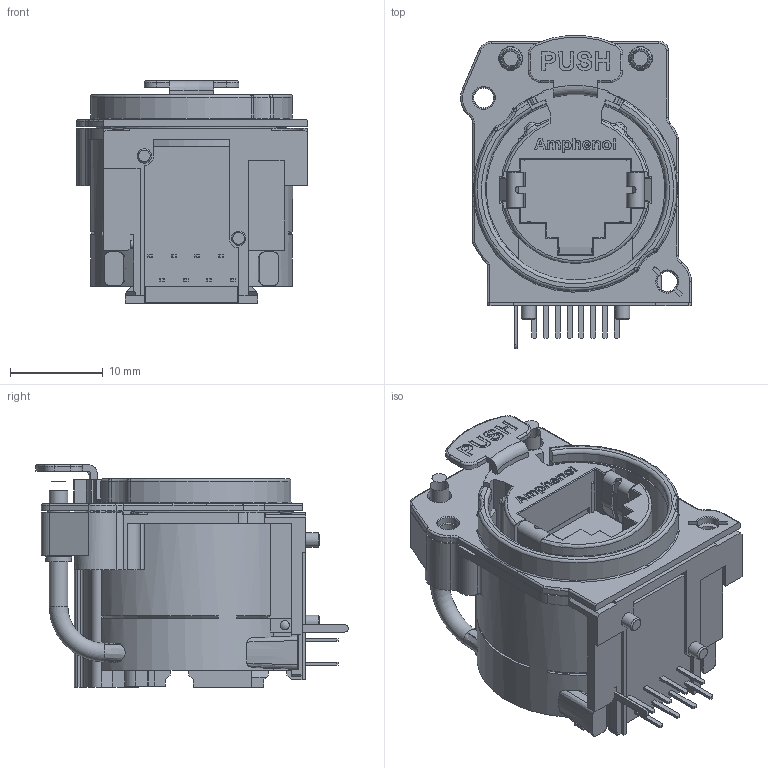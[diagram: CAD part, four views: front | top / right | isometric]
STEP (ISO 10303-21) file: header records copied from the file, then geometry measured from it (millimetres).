
FILE_DESCRIPTION(/* description */ (''),/* implementation_level */ '2;1');
FILE_NAME(/* name */ 'RJX8FxxHLPB.stp',/* time_stamp */ '2025-06-23T12:38:26+10:00',/* author */ ('michael'),/* organization */ (''),/* preprocessor_version */ 'ST-DEVELOPER v18.1',/* originating_system */ 'Autodesk Inventor 2022',/* authorisation */ '');
FILE_SCHEMA (('AUTOMOTIVE_DESIGN { 1 0 10303 214 3 1 1 }'));
Length unit declared in the file: millimetre
Products named in the file (1): 55011522-000_Simplify_1
Bounding box: 24.9 x 33.73 x 24 mm (x, y, z)
Volume: 7951.5 mm3; surface area: 6838 mm2
Topology: 1 solids, 5 shells, 1105 faces, 3028 edges, 1950 vertices
Faces by surface type: plane 668, cylinder 230, bspline 122, torus 60, cone 24, sphere 1
Full cylindrical faces by diameter (mm): 1.2 x3, 1.3 x3, 1.35 x3, 1.55 x2, 2 x6, 2.15 x2, 2.3 x1, 2.4 x2, 2.5 x2, 2.6 x2, 2.8 x2
Entity records: 38874 total; most frequent: CARTESIAN_POINT 10101, ORIENTED_EDGE 6034, DIRECTION 5307, EDGE_CURVE 3017, LINE 2025, VECTOR 2025, VERTEX_POINT 1950, AXIS2_PLACEMENT_3D 1641
